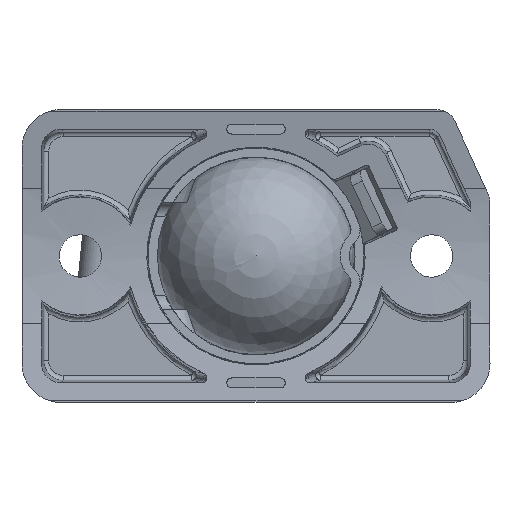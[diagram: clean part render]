
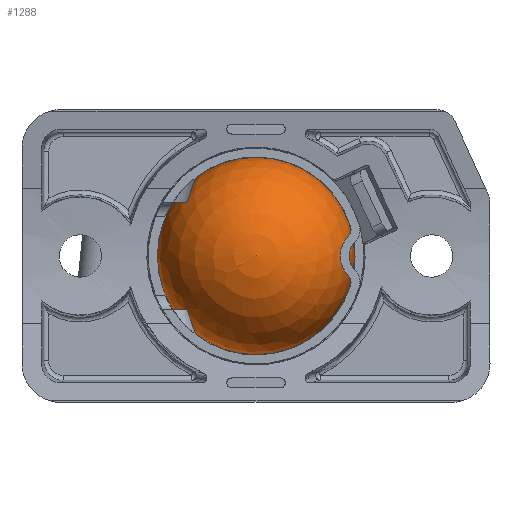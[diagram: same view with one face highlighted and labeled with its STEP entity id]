
A CAD part, left-side view. The second image highlights one B-rep face of the part: STEP entity #1288.
In plain terms, the highlighted spherical face has radius 10.1 mm.
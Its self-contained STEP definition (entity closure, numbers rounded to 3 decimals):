
#236=SPHERICAL_SURFACE('',#10204,10.1);
#1288=ADVANCED_FACE('',(#2030),#236,.T.);
#2030=FACE_OUTER_BOUND('',#2578,.T.);
#2578=EDGE_LOOP('',(#5871));
#5871=ORIENTED_EDGE('',*,*,#8693,.F.);
#7489=VERTEX_POINT('',#17056);
#8693=EDGE_CURVE('',#7489,#7489,#9549,.T.);
#9549=CIRCLE('',#10203,10.1);
#10203=AXIS2_PLACEMENT_3D('',#17055,#12047,#12048);
#10204=AXIS2_PLACEMENT_3D('',#17057,#12049,#12050);
#12047=DIRECTION('',(1.,0.,0.));
#12048=DIRECTION('',(0.,0.866,-0.5));
#12049=DIRECTION('',(1.,0.,0.));
#12050=DIRECTION('',(0.,0.866,-0.5));
#17055=CARTESIAN_POINT('',(10.1,0.,0.));
#17056=CARTESIAN_POINT('',(10.1,8.747,-5.05));
#17057=CARTESIAN_POINT('',(10.1,0.,0.));
